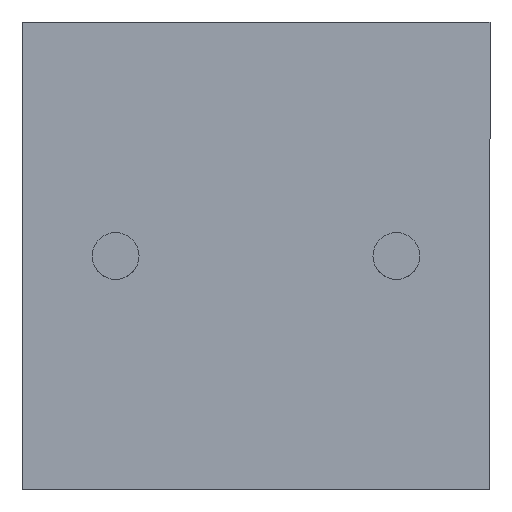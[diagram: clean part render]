
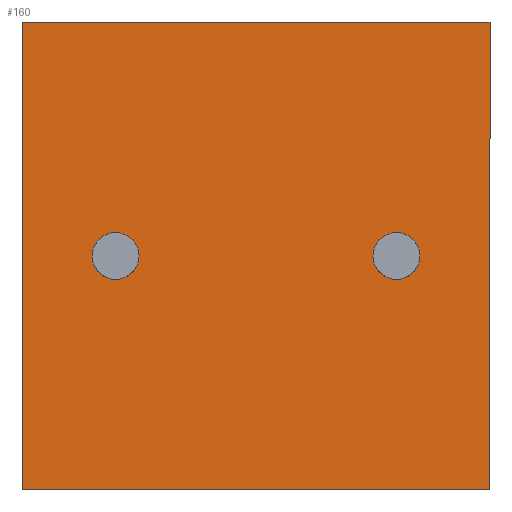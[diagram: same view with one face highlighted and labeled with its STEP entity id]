
A CAD part, front view. The second image highlights one B-rep face of the part: STEP entity #160.
In plain terms, the highlighted planar face has unit normal (0, -1, 0).
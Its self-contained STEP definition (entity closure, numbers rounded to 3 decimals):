
#6 = LINE ( 'NONE', #3240, #2046 ) ;
#80 = CARTESIAN_POINT ( 'NONE',  ( 10., 0., 0. ) ) ;
#120 = CARTESIAN_POINT ( 'NONE',  ( 0., 0., 0. ) ) ;
#152 = DIRECTION ( 'NONE',  ( 1., 0., 0. ) ) ;
#160 = ADVANCED_FACE ( 'NONE', ( #2009, #696, #610 ), #1211, .F. ) ;
#180 = ORIENTED_EDGE ( 'NONE', *, *, #1650, .F. ) ;
#194 = EDGE_LOOP ( 'NONE', ( #1806, #493, #583, #2375 ) ) ;
#252 = CARTESIAN_POINT ( 'NONE',  ( 8., 0., -5. ) ) ;
#323 = VERTEX_POINT ( 'NONE', #3507 ) ;
#344 = LINE ( 'NONE', #2353, #2564 ) ;
#375 = AXIS2_PLACEMENT_3D ( 'NONE', #3472, #1815, #152 ) ;
#392 = DIRECTION ( 'NONE',  ( 1., 0., 0. ) ) ;
#474 = ORIENTED_EDGE ( 'NONE', *, *, #3094, .F. ) ;
#493 = ORIENTED_EDGE ( 'NONE', *, *, #1688, .F. ) ;
#518 = DIRECTION ( 'NONE',  ( 1., 0., 0. ) ) ;
#583 = ORIENTED_EDGE ( 'NONE', *, *, #2587, .F. ) ;
#602 = VECTOR ( 'NONE', #1138, 1000. ) ;
#603 = CARTESIAN_POINT ( 'NONE',  ( 0., 0., 0. ) ) ;
#610 = FACE_OUTER_BOUND ( 'NONE', #194, .T. ) ;
#696 = FACE_BOUND ( 'NONE', #1106, .T. ) ;
#738 = CIRCLE ( 'NONE', #1273, 0.5 ) ;
#747 = CARTESIAN_POINT ( 'NONE',  ( 10., 0., -10. ) ) ;
#751 = CIRCLE ( 'NONE', #1676, 0.5 ) ;
#796 = VECTOR ( 'NONE', #1866, 1000. ) ;
#858 = CARTESIAN_POINT ( 'NONE',  ( 0., 0., 0. ) ) ;
#876 = CARTESIAN_POINT ( 'NONE',  ( 2., 0., -5. ) ) ;
#880 = EDGE_CURVE ( 'NONE', #323, #1901, #751, .T. ) ;
#968 = DIRECTION ( 'NONE',  ( 0., 0., 1. ) ) ;
#1075 = CARTESIAN_POINT ( 'NONE',  ( 0., 0., -10. ) ) ;
#1106 = EDGE_LOOP ( 'NONE', ( #474, #1482 ) ) ;
#1138 = DIRECTION ( 'NONE',  ( 1., 0., 0. ) ) ;
#1156 = DIRECTION ( 'NONE',  ( 1., 0., 0. ) ) ;
#1211 = PLANE ( 'NONE',  #2895 ) ;
#1258 = CIRCLE ( 'NONE', #375, 0.5 ) ;
#1273 = AXIS2_PLACEMENT_3D ( 'NONE', #3230, #1566, #3516 ) ;
#1428 = CIRCLE ( 'NONE', #3369, 0.5 ) ;
#1482 = ORIENTED_EDGE ( 'NONE', *, *, #2385, .F. ) ;
#1492 = CARTESIAN_POINT ( 'NONE',  ( 8.5, 0., -5. ) ) ;
#1566 = DIRECTION ( 'NONE',  ( 0., -1., 0. ) ) ;
#1650 = EDGE_CURVE ( 'NONE', #1901, #323, #738, .T. ) ;
#1668 = VERTEX_POINT ( 'NONE', #1861 ) ;
#1676 = AXIS2_PLACEMENT_3D ( 'NONE', #252, #2194, #518 ) ;
#1688 = EDGE_CURVE ( 'NONE', #3404, #2232, #6, .T. ) ;
#1806 = ORIENTED_EDGE ( 'NONE', *, *, #1992, .F. ) ;
#1815 = DIRECTION ( 'NONE',  ( 0., -1., 0. ) ) ;
#1861 = CARTESIAN_POINT ( 'NONE',  ( 2.5, 0., -5. ) ) ;
#1866 = DIRECTION ( 'NONE',  ( 0., 0., -1. ) ) ;
#1901 = VERTEX_POINT ( 'NONE', #1492 ) ;
#1942 = EDGE_LOOP ( 'NONE', ( #180, #2722 ) ) ;
#1992 = EDGE_CURVE ( 'NONE', #2232, #2427, #344, .T. ) ;
#2009 = FACE_BOUND ( 'NONE', #1942, .T. ) ;
#2046 = VECTOR ( 'NONE', #2689, 1000. ) ;
#2066 = DIRECTION ( 'NONE',  ( 0., 1., 0. ) ) ;
#2118 = CARTESIAN_POINT ( 'NONE',  ( 1.5, 0., -5. ) ) ;
#2194 = DIRECTION ( 'NONE',  ( 0., -1., 0. ) ) ;
#2232 = VERTEX_POINT ( 'NONE', #1075 ) ;
#2276 = LINE ( 'NONE', #747, #796 ) ;
#2353 = CARTESIAN_POINT ( 'NONE',  ( 0., 0., -10. ) ) ;
#2375 = ORIENTED_EDGE ( 'NONE', *, *, #3461, .F. ) ;
#2385 = EDGE_CURVE ( 'NONE', #2509, #1668, #1428, .T. ) ;
#2427 = VERTEX_POINT ( 'NONE', #603 ) ;
#2459 = VERTEX_POINT ( 'NONE', #80 ) ;
#2509 = VERTEX_POINT ( 'NONE', #2118 ) ;
#2564 = VECTOR ( 'NONE', #968, 1000. ) ;
#2587 = EDGE_CURVE ( 'NONE', #2459, #3404, #2276, .T. ) ;
#2689 = DIRECTION ( 'NONE',  ( -1., 0., 0. ) ) ;
#2722 = ORIENTED_EDGE ( 'NONE', *, *, #880, .F. ) ;
#2820 = DIRECTION ( 'NONE',  ( 0., -1., 0. ) ) ;
#2895 = AXIS2_PLACEMENT_3D ( 'NONE', #120, #2066, #392 ) ;
#3094 = EDGE_CURVE ( 'NONE', #1668, #2509, #1258, .T. ) ;
#3230 = CARTESIAN_POINT ( 'NONE',  ( 8., 0., -5. ) ) ;
#3240 = CARTESIAN_POINT ( 'NONE',  ( 0., 0., -10. ) ) ;
#3328 = CARTESIAN_POINT ( 'NONE',  ( 10., 0., -10. ) ) ;
#3369 = AXIS2_PLACEMENT_3D ( 'NONE', #876, #2820, #1156 ) ;
#3404 = VERTEX_POINT ( 'NONE', #3328 ) ;
#3461 = EDGE_CURVE ( 'NONE', #2427, #2459, #3478, .T. ) ;
#3472 = CARTESIAN_POINT ( 'NONE',  ( 2., 0., -5. ) ) ;
#3478 = LINE ( 'NONE', #858, #602 ) ;
#3507 = CARTESIAN_POINT ( 'NONE',  ( 7.5, 0., -5. ) ) ;
#3516 = DIRECTION ( 'NONE',  ( 1., 0., 0. ) ) ;
